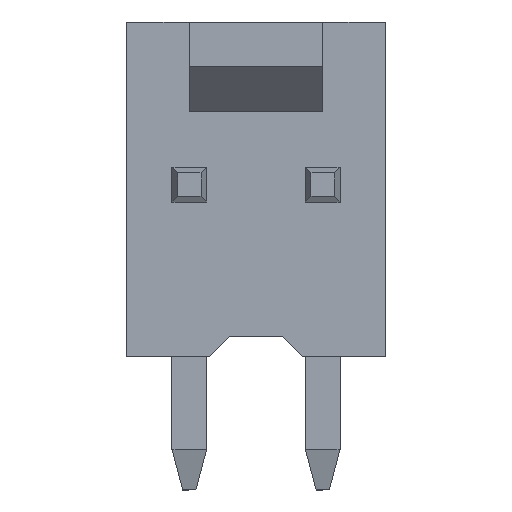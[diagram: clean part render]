
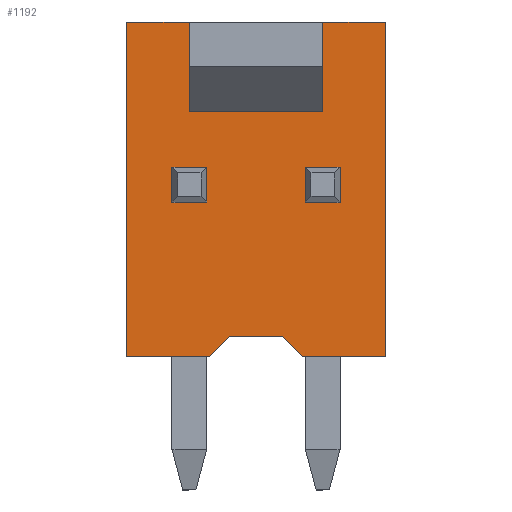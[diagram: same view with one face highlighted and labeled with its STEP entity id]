
A CAD part, top view. The second image highlights one B-rep face of the part: STEP entity #1192.
In plain terms, the highlighted planar face has unit normal (0, 0, 1).
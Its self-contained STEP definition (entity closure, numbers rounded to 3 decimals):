
#6 = CARTESIAN_POINT ( 'NONE',  ( -0.888, 5.105, 1.59 ) ) ;
#9 = CARTESIAN_POINT ( 'NONE',  ( 1.271, 6.35, 1.59 ) ) ;
#77 = CARTESIAN_POINT ( 'NONE',  ( -1.269, 5.105, 1.59 ) ) ;
#177 = VECTOR ( 'NONE', #2389, 1000. ) ;
#256 = FACE_OUTER_BOUND ( 'NONE', #1223, .T. ) ;
#262 = VECTOR ( 'NONE', #2406, 1000. ) ;
#264 = DIRECTION ( 'NONE',  ( 0.707, 0.707, 0. ) ) ;
#272 = CARTESIAN_POINT ( 'NONE',  ( 2.465, 6.35, 1.59 ) ) ;
#278 = LINE ( 'NONE', #936, #952 ) ;
#281 = ORIENTED_EDGE ( 'NONE', *, *, #2043, .F. ) ;
#297 = EDGE_CURVE ( 'NONE', #2412, #2421, #831, .T. ) ;
#334 = LINE ( 'NONE', #1237, #2381 ) ;
#371 = ORIENTED_EDGE ( 'NONE', *, *, #2685, .T. ) ;
#387 = VERTEX_POINT ( 'NONE', #77 ) ;
#396 = EDGE_CURVE ( 'NONE', #1962, #1191, #2183, .T. ) ;
#409 = ORIENTED_EDGE ( 'NONE', *, *, #2305, .T. ) ;
#430 = EDGE_CURVE ( 'NONE', #1527, #1758, #278, .T. ) ;
#509 = CARTESIAN_POINT ( 'NONE',  ( -0.507, 0.381, 1.59 ) ) ;
#520 = CARTESIAN_POINT ( 'NONE',  ( 0.89, 0., 1.59 ) ) ;
#588 = VERTEX_POINT ( 'NONE', #1199 ) ;
#668 = CARTESIAN_POINT ( 'NONE',  ( 2.465, 0., 1.59 ) ) ;
#698 = CARTESIAN_POINT ( 'NONE',  ( 1.271, 3.175, 1.59 ) ) ;
#730 = DIRECTION ( 'NONE',  ( 0., 1., 0. ) ) ;
#735 = CARTESIAN_POINT ( 'NONE',  ( 0.509, 0.381, 1.59 ) ) ;
#772 = EDGE_CURVE ( 'NONE', #1527, #1523, #2154, .T. ) ;
#831 = LINE ( 'NONE', #668, #2515 ) ;
#865 = VERTEX_POINT ( 'NONE', #1762 ) ;
#886 = ORIENTED_EDGE ( 'NONE', *, *, #1753, .F. ) ;
#919 = CARTESIAN_POINT ( 'NONE',  ( -0.888, 0., 1.59 ) ) ;
#936 = CARTESIAN_POINT ( 'NONE',  ( -0.507, 0.381, 1.59 ) ) ;
#952 = VECTOR ( 'NONE', #264, 1000. ) ;
#973 = CARTESIAN_POINT ( 'NONE',  ( -2.463, 6.35, 1.59 ) ) ;
#985 = DIRECTION ( 'NONE',  ( 1., 0., 0. ) ) ;
#1054 = EDGE_CURVE ( 'NONE', #1146, #1523, #334, .T. ) ;
#1093 = PLANE ( 'NONE',  #2368 ) ;
#1106 = CARTESIAN_POINT ( 'NONE',  ( -2.463, 6.35, 1.59 ) ) ;
#1123 = CARTESIAN_POINT ( 'NONE',  ( 0.509, 0.381, 1.59 ) ) ;
#1132 = DIRECTION ( 'NONE',  ( 0., 0., 1. ) ) ;
#1135 = CARTESIAN_POINT ( 'NONE',  ( -2.463, 0., 1.59 ) ) ;
#1146 = VERTEX_POINT ( 'NONE', #1106 ) ;
#1158 = VERTEX_POINT ( 'NONE', #9 ) ;
#1171 = LINE ( 'NONE', #698, #1530 ) ;
#1181 = CARTESIAN_POINT ( 'NONE',  ( -0.888, 0., 1.59 ) ) ;
#1191 = VERTEX_POINT ( 'NONE', #1313 ) ;
#1192 = ADVANCED_FACE ( 'NONE', ( #256 ), #1093, .T. ) ;
#1194 = LINE ( 'NONE', #973, #1259 ) ;
#1195 = CARTESIAN_POINT ( 'NONE',  ( -2.463, 0., 1.59 ) ) ;
#1199 = CARTESIAN_POINT ( 'NONE',  ( 1.271, 5.105, 1.59 ) ) ;
#1209 = DIRECTION ( 'NONE',  ( 0., -1., 0. ) ) ;
#1214 = LINE ( 'NONE', #2724, #2709 ) ;
#1215 = CARTESIAN_POINT ( 'NONE',  ( -2.463, 0., 1.59 ) ) ;
#1223 = EDGE_LOOP ( 'NONE', ( #1483, #2086, #1375, #2556, #2658, #2635, #281, #2089, #1706, #886, #371, #409 ) ) ;
#1237 = CARTESIAN_POINT ( 'NONE',  ( -2.463, 0., 1.59 ) ) ;
#1242 = DIRECTION ( 'NONE',  ( -1., 0., 0. ) ) ;
#1250 = VECTOR ( 'NONE', #1242, 1000. ) ;
#1259 = VECTOR ( 'NONE', #985, 1000. ) ;
#1313 = CARTESIAN_POINT ( 'NONE',  ( 0.89, 0., 1.59 ) ) ;
#1364 = EDGE_CURVE ( 'NONE', #1158, #2421, #1194, .T. ) ;
#1375 = ORIENTED_EDGE ( 'NONE', *, *, #772, .F. ) ;
#1409 = DIRECTION ( 'NONE',  ( 1., 0., 0. ) ) ;
#1483 = ORIENTED_EDGE ( 'NONE', *, *, #1846, .F. ) ;
#1518 = EDGE_CURVE ( 'NONE', #1758, #1962, #2691, .T. ) ;
#1523 = VERTEX_POINT ( 'NONE', #1195 ) ;
#1527 = VERTEX_POINT ( 'NONE', #1181 ) ;
#1530 = VECTOR ( 'NONE', #730, 1000. ) ;
#1620 = DIRECTION ( 'NONE',  ( 1., 0., 0. ) ) ;
#1635 = CARTESIAN_POINT ( 'NONE',  ( -1.269, 3.175, 1.59 ) ) ;
#1706 = ORIENTED_EDGE ( 'NONE', *, *, #1364, .F. ) ;
#1729 = DIRECTION ( 'NONE',  ( -1., 0., 0. ) ) ;
#1740 = LINE ( 'NONE', #6, #2539 ) ;
#1743 = CARTESIAN_POINT ( 'NONE',  ( 2.465, 0., 1.59 ) ) ;
#1753 = EDGE_CURVE ( 'NONE', #588, #1158, #1171, .T. ) ;
#1758 = VERTEX_POINT ( 'NONE', #509 ) ;
#1762 = CARTESIAN_POINT ( 'NONE',  ( -1.269, 6.35, 1.59 ) ) ;
#1771 = DIRECTION ( 'NONE',  ( 1., 0., 0. ) ) ;
#1846 = EDGE_CURVE ( 'NONE', #1146, #865, #1214, .T. ) ;
#1962 = VERTEX_POINT ( 'NONE', #1123 ) ;
#2043 = EDGE_CURVE ( 'NONE', #2412, #1191, #2508, .T. ) ;
#2086 = ORIENTED_EDGE ( 'NONE', *, *, #1054, .T. ) ;
#2089 = ORIENTED_EDGE ( 'NONE', *, *, #297, .T. ) ;
#2154 = LINE ( 'NONE', #1135, #177 ) ;
#2183 = LINE ( 'NONE', #520, #262 ) ;
#2305 = EDGE_CURVE ( 'NONE', #387, #865, #2692, .T. ) ;
#2321 = DIRECTION ( 'NONE',  ( 0., 1., 0. ) ) ;
#2368 = AXIS2_PLACEMENT_3D ( 'NONE', #919, #1132, #1771 ) ;
#2381 = VECTOR ( 'NONE', #1209, 1000. ) ;
#2389 = DIRECTION ( 'NONE',  ( -1., 0., 0. ) ) ;
#2406 = DIRECTION ( 'NONE',  ( 0.707, -0.707, 0. ) ) ;
#2412 = VERTEX_POINT ( 'NONE', #1743 ) ;
#2421 = VERTEX_POINT ( 'NONE', #272 ) ;
#2483 = DIRECTION ( 'NONE',  ( 0., 1., 0. ) ) ;
#2508 = LINE ( 'NONE', #1215, #1250 ) ;
#2515 = VECTOR ( 'NONE', #2321, 1000. ) ;
#2537 = VECTOR ( 'NONE', #2483, 1000. ) ;
#2539 = VECTOR ( 'NONE', #1729, 1000. ) ;
#2544 = VECTOR ( 'NONE', #1620, 1000. ) ;
#2556 = ORIENTED_EDGE ( 'NONE', *, *, #430, .T. ) ;
#2635 = ORIENTED_EDGE ( 'NONE', *, *, #396, .T. ) ;
#2658 = ORIENTED_EDGE ( 'NONE', *, *, #1518, .T. ) ;
#2685 = EDGE_CURVE ( 'NONE', #588, #387, #1740, .T. ) ;
#2691 = LINE ( 'NONE', #735, #2544 ) ;
#2692 = LINE ( 'NONE', #1635, #2537 ) ;
#2709 = VECTOR ( 'NONE', #1409, 1000. ) ;
#2724 = CARTESIAN_POINT ( 'NONE',  ( -2.463, 6.35, 1.59 ) ) ;
